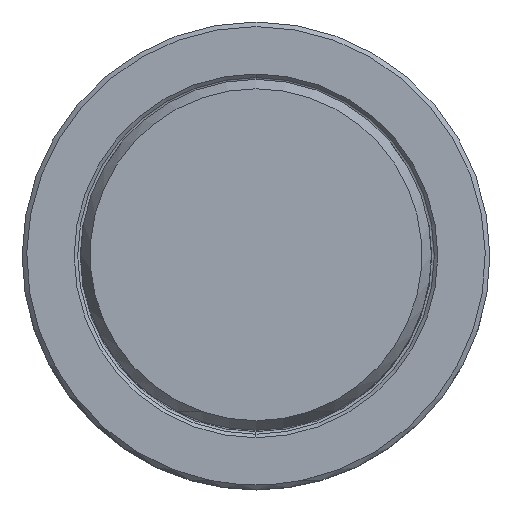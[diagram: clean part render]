
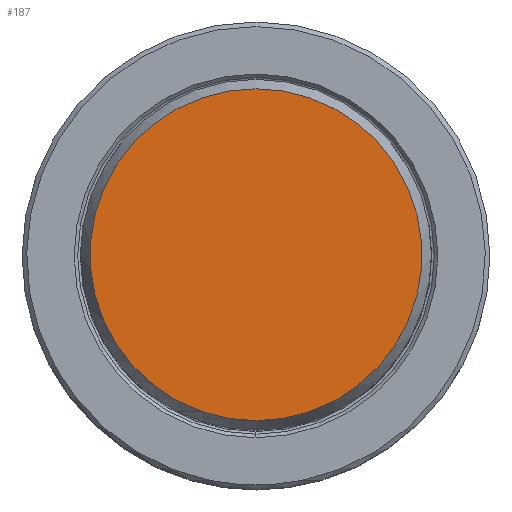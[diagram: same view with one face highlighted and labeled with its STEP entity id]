
A CAD part, top view. The second image highlights one B-rep face of the part: STEP entity #187.
In plain terms, the highlighted planar face has unit normal (0, 0, 1).
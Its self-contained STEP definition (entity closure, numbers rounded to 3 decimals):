
#35=PLANE('',#1333);
#187=ADVANCED_FACE('',(#263),#35,.F.);
#263=FACE_OUTER_BOUND('',#333,.T.);
#333=EDGE_LOOP('',(#612,#613,#614));
#612=ORIENTED_EDGE('',*,*,#849,.F.);
#613=ORIENTED_EDGE('',*,*,#846,.F.);
#614=ORIENTED_EDGE('',*,*,#845,.F.);
#703=VERTEX_POINT('',#2794);
#704=VERTEX_POINT('',#2795);
#705=VERTEX_POINT('',#2797);
#845=EDGE_CURVE('',#703,#704,#999,.T.);
#846=EDGE_CURVE('',#704,#705,#1000,.T.);
#849=EDGE_CURVE('',#705,#703,#1001,.T.);
#999=CIRCLE('',#1328,18.022);
#1000=CIRCLE('',#1329,18.022);
#1001=CIRCLE('',#1331,18.022);
#1328=AXIS2_PLACEMENT_3D('',#2793,#1656,#1657);
#1329=AXIS2_PLACEMENT_3D('',#2796,#1658,#1659);
#1331=AXIS2_PLACEMENT_3D('',#2807,#1662,#1663);
#1333=AXIS2_PLACEMENT_3D('',#2809,#1666,#1667);
#1656=DIRECTION('',(0.,0.,-1.));
#1657=DIRECTION('',(-0.324,-0.946,0.));
#1658=DIRECTION('',(0.,0.,-1.));
#1659=DIRECTION('',(0.,1.,0.));
#1662=DIRECTION('',(0.,0.,-1.));
#1663=DIRECTION('',(0.324,-0.946,0.));
#1666=DIRECTION('',(0.,0.,-1.));
#1667=DIRECTION('',(-1.,0.,0.));
#2793=CARTESIAN_POINT('',(0.,0.,69.85));
#2794=CARTESIAN_POINT('',(-5.839,-17.05,69.85));
#2795=CARTESIAN_POINT('',(0.,18.022,69.85));
#2796=CARTESIAN_POINT('',(0.,0.,69.85));
#2797=CARTESIAN_POINT('',(5.839,-17.05,69.85));
#2807=CARTESIAN_POINT('',(0.,0.,69.85));
#2809=CARTESIAN_POINT('',(0.,0.,69.85));
